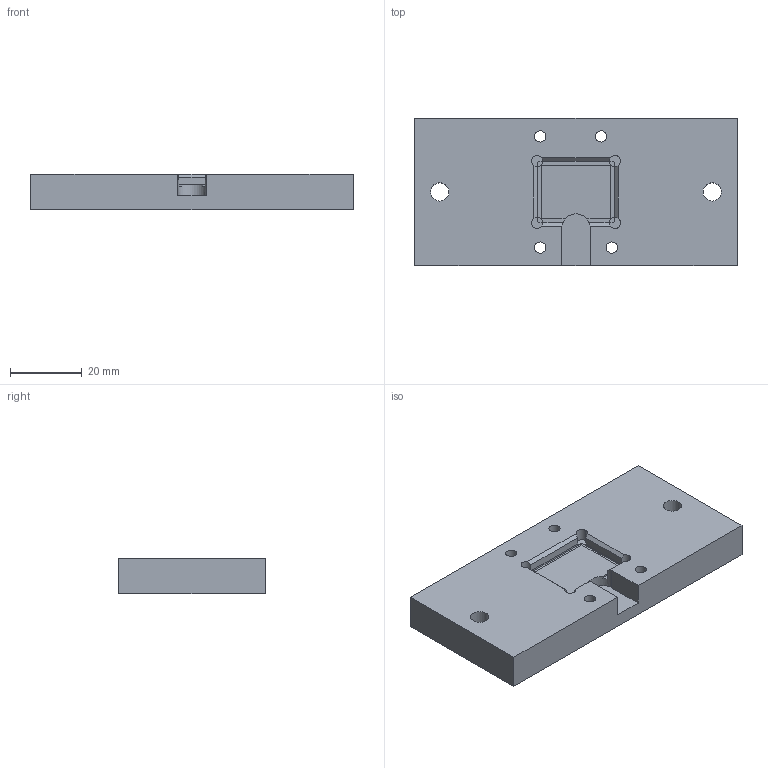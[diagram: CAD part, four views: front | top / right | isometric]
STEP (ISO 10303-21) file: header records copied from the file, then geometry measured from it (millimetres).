
FILE_DESCRIPTION(('FreeCAD Model'),'2;1');
FILE_NAME('die_holder_block_r2.step','2017-02-15T02:00:12', ('Author'),(''),'Open CASCADE STEP processor 6.8','FreeCAD','Unknown' );
FILE_SCHEMA(('AUTOMOTIVE_DESIGN_CC2 { 1 2 10303 214 -1 1 5 4 }'));
Length unit declared in the file: millimetre
Products named in the file (1): Chamfer_mount_holes
Bounding box: 90 x 41 x 10 mm (x, y, z)
Volume: 34050.7 mm3; surface area: 11302.9 mm2
Topology: 1 solids, 1 shells, 76 faces, 186 edges, 116 vertices
Faces by surface type: plane 51, cylinder 21, cone 4
Full cylindrical faces by diameter (mm): 3.12 x4, 3.175 x4, 5.105 x2
Entity records: 4768 total; most frequent: CARTESIAN_POINT 1059, DIRECTION 681, ORIENTED_EDGE 372, PCURVE 372, DEFINITIONAL_REPRESENTATION 372, LINE 330, VECTOR 330, EDGE_CURVE 186
